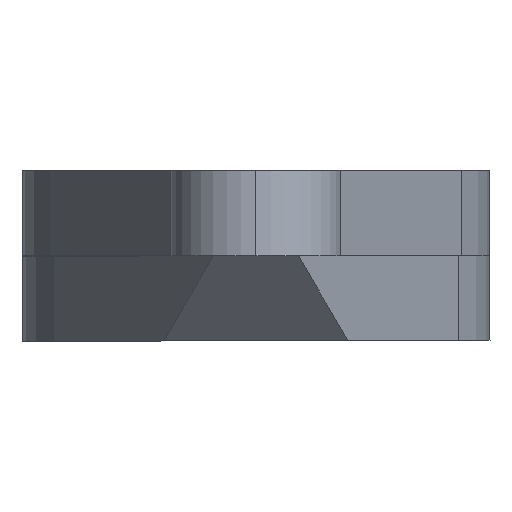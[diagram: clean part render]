
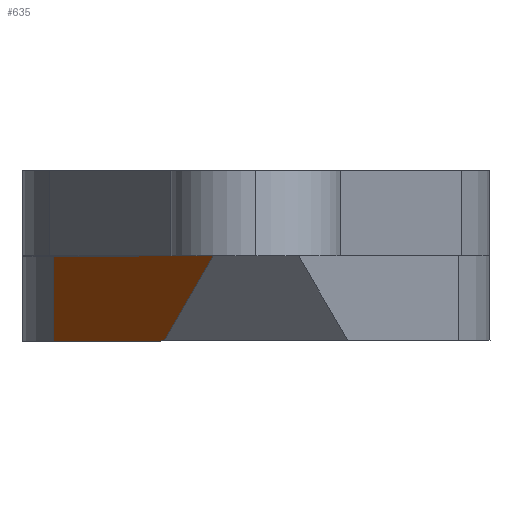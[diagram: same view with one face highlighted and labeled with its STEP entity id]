
A CAD part, left-side view. The second image highlights one B-rep face of the part: STEP entity #635.
In plain terms, the highlighted face is planar.
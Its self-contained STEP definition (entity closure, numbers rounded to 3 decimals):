
#90=PLANE('',#728);
#112=FACE_OUTER_BOUND('',#148,.T.);
#148=EDGE_LOOP('',(#489,#490,#491,#492));
#193=LINE('',#1072,#228);
#197=LINE('',#1080,#232);
#199=LINE('',#1086,#234);
#200=LINE('',#1087,#235);
#228=VECTOR('',#840,10.);
#232=VECTOR('',#846,10.);
#234=VECTOR('',#852,10.);
#235=VECTOR('',#853,10.);
#323=VERTEX_POINT('',#1070);
#324=VERTEX_POINT('',#1071);
#327=VERTEX_POINT('',#1079);
#329=VERTEX_POINT('',#1085);
#384=EDGE_CURVE('',#323,#324,#193,.T.);
#388=EDGE_CURVE('',#324,#327,#197,.T.);
#391=EDGE_CURVE('',#323,#329,#199,.T.);
#392=EDGE_CURVE('',#329,#327,#200,.T.);
#489=ORIENTED_EDGE('',*,*,#384,.F.);
#490=ORIENTED_EDGE('',*,*,#391,.T.);
#491=ORIENTED_EDGE('',*,*,#392,.T.);
#492=ORIENTED_EDGE('',*,*,#388,.F.);
#635=ADVANCED_FACE('',(#112),#90,.T.);
#728=AXIS2_PLACEMENT_3D('',#1084,#850,#851);
#840=DIRECTION('',(0.654,-0.379,0.654));
#846=DIRECTION('',(0.865,-0.501,0.));
#850=DIRECTION('center_axis',(-0.501,-0.865,0.));
#851=DIRECTION('ref_axis',(0.865,-0.501,0.));
#852=DIRECTION('',(0.865,-0.501,0.));
#853=DIRECTION('',(0.,0.,1.));
#1070=CARTESIAN_POINT('',(-13.196,-2.,0.));
#1071=CARTESIAN_POINT('',(-9.196,-4.317,4.));
#1072=CARTESIAN_POINT('',(-12.712,-2.281,0.484));
#1079=CARTESIAN_POINT('',(-0.22,-9.518,4.));
#1080=CARTESIAN_POINT('',(-13.196,-2.,4.));
#1084=CARTESIAN_POINT('Origin',(-13.196,-2.,0.));
#1085=CARTESIAN_POINT('',(-0.22,-9.518,0.));
#1086=CARTESIAN_POINT('',(-13.196,-2.,0.));
#1087=CARTESIAN_POINT('',(-0.22,-9.518,0.));
